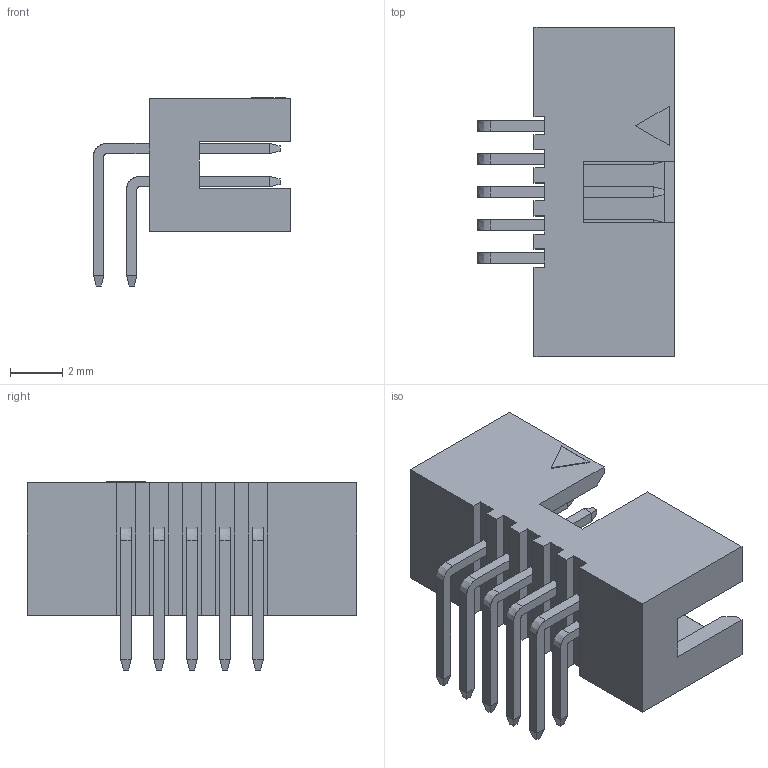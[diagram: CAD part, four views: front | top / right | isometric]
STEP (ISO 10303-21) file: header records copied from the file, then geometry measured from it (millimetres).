
FILE_DESCRIPTION(('FreeCAD Model'),'2;1');
FILE_NAME( 'Fusion.step', '2018-02-17T13:25:49',('kicad StepUp'),('ksu MCAD'), 'Open CASCADE STEP processor 6.8','FreeCAD','Unknown');
FILE_SCHEMA(('AUTOMOTIVE_DESIGN_CC2 { 1 2 10303 214 -1 1 5 4 }'));
Length unit declared in the file: millimetre
Products named in the file (1): Fusion
Bounding box: 7.57 x 12.65 x 7.23 mm (x, y, z)
Surface area: 581.9 mm2 (no closed solid volume)
Topology: 0 solids, 333 shells, 333 faces, 1332 edges, 1172 vertices
Faces by surface type: bspline 333
Entity records: 30421 total; most frequent: CARTESIAN_POINT 20934, ORIENTED_EDGE 1572, EDGE_CURVE 1332, B_SPLINE_CURVE_WITH_KNOTS 1332, VERTEX_POINT 1172, FACE_BOUND 354, EDGE_LOOP 354, ADVANCED_FACE 333
